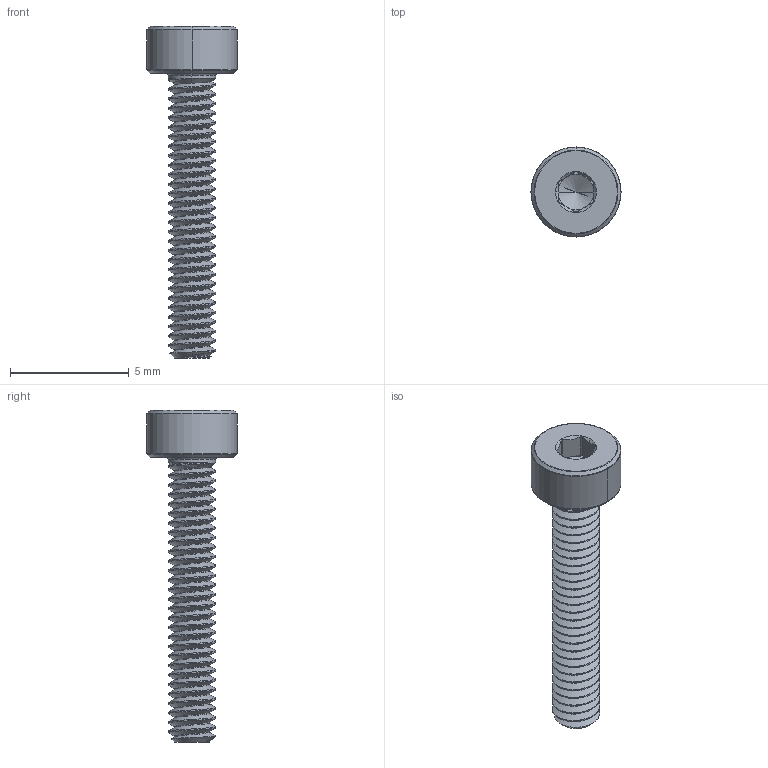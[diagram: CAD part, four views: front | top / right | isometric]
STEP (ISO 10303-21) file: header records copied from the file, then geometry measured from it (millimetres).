
FILE_DESCRIPTION (( 'STEP AP203' ), '1' );
FILE_NAME ('92290A019_Super-Corrosion-Resistant 316 Stainless Steel Socket Head Screw.STEP', '2022-11-29T15:54:49', ( 'Administrator' ), ( 'Managed by Terraform' ), 'SwSTEP 2.0', 'SolidWorks 2017', '' );
FILE_SCHEMA (( 'CONFIG_CONTROL_DESIGN' ));
Length unit declared in the file: millimetre
Products named in the file (1): 92290A019_Super-Corrosion-Resistant 316 Stainless Steel Socket Head Screw
Bounding box: 3.8 x 3.8 x 14 mm (x, y, z)
Volume: 49.2 mm3; surface area: 161.8 mm2
Topology: 1 solids, 1 shells, 109 faces, 291 edges, 184 vertices
Faces by surface type: cylinder 67, plane 15, cone 14, torus 10, bspline 3
Entity records: 6811 total; most frequent: CARTESIAN_POINT 4406, ORIENTED_EDGE 578, DIRECTION 411, EDGE_CURVE 289, VERTEX_POINT 184, AXIS2_PLACEMENT_3D 157, EDGE_LOOP 111, ADVANCED_FACE 109
